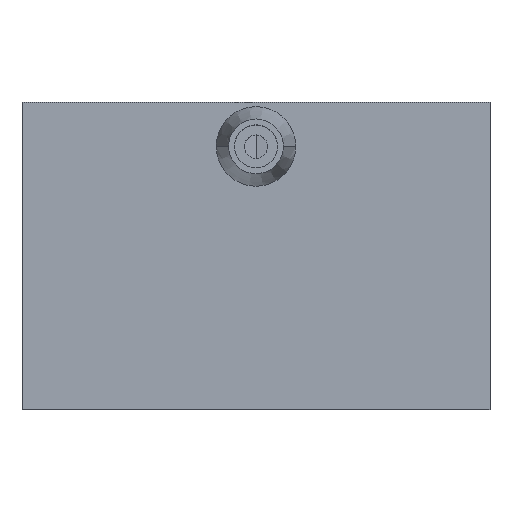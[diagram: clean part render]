
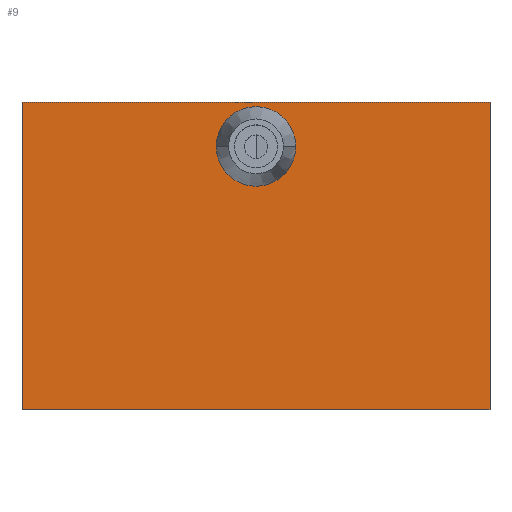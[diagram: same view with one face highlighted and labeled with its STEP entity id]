
A CAD part, top view. The second image highlights one B-rep face of the part: STEP entity #9.
In plain terms, the highlighted planar face has unit normal (0, 0, 1).
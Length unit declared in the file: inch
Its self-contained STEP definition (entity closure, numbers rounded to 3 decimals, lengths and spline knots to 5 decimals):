
#3 = VERTEX_POINT ( 'NONE', #432 ) ;
#9 = ADVANCED_FACE ( 'NONE', ( #577, #718 ), #85, .T. ) ;
#77 = DIRECTION ( 'NONE',  ( 0., 0., 1. ) ) ;
#85 = PLANE ( 'NONE',  #158 ) ;
#91 = DIRECTION ( 'NONE',  ( 0., 1., 0. ) ) ;
#96 = DIRECTION ( 'NONE',  ( 0., -1., 0. ) ) ;
#115 = CARTESIAN_POINT ( 'NONE',  ( 1.255, 6.31, 1. ) ) ;
#116 = VERTEX_POINT ( 'NONE', #239 ) ;
#123 = EDGE_CURVE ( 'NONE', #334, #388, #925, .T. ) ;
#141 = ORIENTED_EDGE ( 'NONE', *, *, #123, .F. ) ;
#147 = LINE ( 'NONE', #426, #422 ) ;
#158 = AXIS2_PLACEMENT_3D ( 'NONE', #240, #77, #96 ) ;
#174 = DIRECTION ( 'NONE',  ( 1., 0., 0. ) ) ;
#175 = DIRECTION ( 'NONE',  ( 1., 0., 0. ) ) ;
#182 = ORIENTED_EDGE ( 'NONE', *, *, #724, .F. ) ;
#195 = LINE ( 'NONE', #621, #767 ) ;
#217 = EDGE_CURVE ( 'NONE', #680, #3, #147, .T. ) ;
#234 = DIRECTION ( 'NONE',  ( 0., 0., 1. ) ) ;
#239 = CARTESIAN_POINT ( 'NONE',  ( 2.375, 5.188, 1. ) ) ;
#240 = CARTESIAN_POINT ( 'NONE',  ( 2.375, 7., 1. ) ) ;
#297 = VECTOR ( 'NONE', #91, 39.37008 ) ;
#303 = ORIENTED_EDGE ( 'NONE', *, *, #412, .T. ) ;
#304 = CARTESIAN_POINT ( 'NONE',  ( 0.375, 7., 1. ) ) ;
#311 = AXIS2_PLACEMENT_3D ( 'NONE', #514, #234, #174 ) ;
#334 = VERTEX_POINT ( 'NONE', #115 ) ;
#353 = AXIS2_PLACEMENT_3D ( 'NONE', #512, #523, #175 ) ;
#360 = CARTESIAN_POINT ( 'NONE',  ( 2.375, 6.5, 1. ) ) ;
#388 = VERTEX_POINT ( 'NONE', #846 ) ;
#412 = EDGE_CURVE ( 'NONE', #622, #116, #702, .T. ) ;
#422 = VECTOR ( 'NONE', #870, 39.37008 ) ;
#426 = CARTESIAN_POINT ( 'NONE',  ( 2.375, 6.5, 1. ) ) ;
#432 = CARTESIAN_POINT ( 'NONE',  ( 0.375, 6.5, 1. ) ) ;
#496 = EDGE_CURVE ( 'NONE', #116, #680, #195, .T. ) ;
#512 = CARTESIAN_POINT ( 'NONE',  ( 1.375, 6.31, 1. ) ) ;
#514 = CARTESIAN_POINT ( 'NONE',  ( 1.375, 6.31, 1. ) ) ;
#523 = DIRECTION ( 'NONE',  ( 0., 0., 1. ) ) ;
#545 = VECTOR ( 'NONE', #832, 39.37008 ) ;
#546 = CIRCLE ( 'NONE', #353, 0.12 ) ;
#577 = FACE_BOUND ( 'NONE', #839, .T. ) ;
#621 = CARTESIAN_POINT ( 'NONE',  ( 2.375, 7., 1. ) ) ;
#622 = VERTEX_POINT ( 'NONE', #628 ) ;
#628 = CARTESIAN_POINT ( 'NONE',  ( 0.375, 5.188, 1. ) ) ;
#661 = ORIENTED_EDGE ( 'NONE', *, *, #217, .T. ) ;
#667 = ORIENTED_EDGE ( 'NONE', *, *, #735, .F. ) ;
#680 = VERTEX_POINT ( 'NONE', #360 ) ;
#689 = DIRECTION ( 'NONE',  ( 0., 1., 0. ) ) ;
#702 = LINE ( 'NONE', #850, #545 ) ;
#706 = ORIENTED_EDGE ( 'NONE', *, *, #496, .T. ) ;
#718 = FACE_OUTER_BOUND ( 'NONE', #898, .T. ) ;
#724 = EDGE_CURVE ( 'NONE', #622, #3, #888, .T. ) ;
#735 = EDGE_CURVE ( 'NONE', #388, #334, #546, .T. ) ;
#767 = VECTOR ( 'NONE', #689, 39.37008 ) ;
#832 = DIRECTION ( 'NONE',  ( 1., 0., 0. ) ) ;
#839 = EDGE_LOOP ( 'NONE', ( #141, #667 ) ) ;
#846 = CARTESIAN_POINT ( 'NONE',  ( 1.495, 6.31, 1. ) ) ;
#850 = CARTESIAN_POINT ( 'NONE',  ( 2.375, 5.188, 1. ) ) ;
#870 = DIRECTION ( 'NONE',  ( -1., 0., 0. ) ) ;
#888 = LINE ( 'NONE', #304, #297 ) ;
#898 = EDGE_LOOP ( 'NONE', ( #182, #303, #706, #661 ) ) ;
#925 = CIRCLE ( 'NONE', #311, 0.12 ) ;
